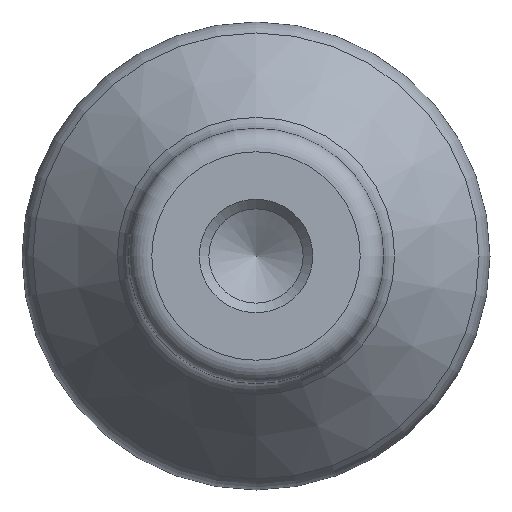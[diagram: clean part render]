
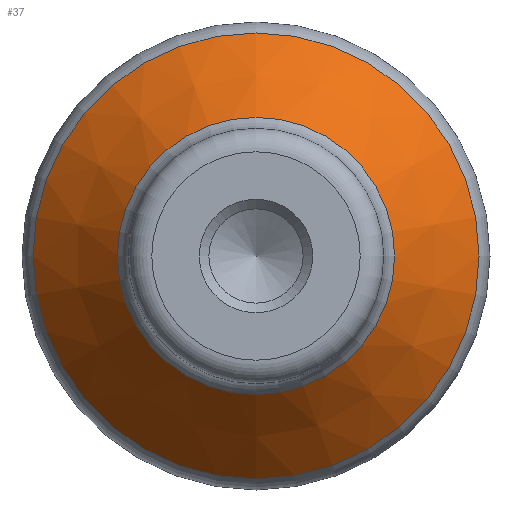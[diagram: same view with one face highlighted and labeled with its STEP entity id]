
A CAD part, front view. The second image highlights one B-rep face of the part: STEP entity #37.
In plain terms, the highlighted conical face has half-angle 40 degrees and reference radius 15.728 mm.
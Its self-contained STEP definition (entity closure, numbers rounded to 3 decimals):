
#37 = ADVANCED_FACE( '', ( #80, #81 ), #82, .T. );
#80 = FACE_BOUND( '', #139, .T. );
#81 = FACE_OUTER_BOUND( '', #140, .T. );
#82 = CONICAL_SURFACE( '', #141, 15.728, 0.698 );
#139 = EDGE_LOOP( '', ( #192 ) );
#140 = EDGE_LOOP( '', ( #193 ) );
#141 = AXIS2_PLACEMENT_3D( '', #194, #195, #196 );
#192 = ORIENTED_EDGE( '', *, *, #270, .F. );
#193 = ORIENTED_EDGE( '', *, *, #271, .T. );
#194 = CARTESIAN_POINT( '', ( 0., 24.018, 0. ) );
#195 = DIRECTION( '', ( 0., 1., 0. ) );
#196 = DIRECTION( '', ( 0., 0., 1. ) );
#270 = EDGE_CURVE( '', #297, #297, #298, .T. );
#271 = EDGE_CURVE( '', #299, #299, #300, .T. );
#297 = VERTEX_POINT( '', #334 );
#298 = CIRCLE( '', #335, 9.772 );
#299 = VERTEX_POINT( '', #336 );
#300 = CIRCLE( '', #337, 15.728 );
#334 = CARTESIAN_POINT( '', ( 0., 16.92, -9.772 ) );
#335 = AXIS2_PLACEMENT_3D( '', #370, #371, #372 );
#336 = CARTESIAN_POINT( '', ( 0., 24.018, -15.728 ) );
#337 = AXIS2_PLACEMENT_3D( '', #373, #374, #375 );
#370 = CARTESIAN_POINT( '', ( 0., 16.92, 0. ) );
#371 = DIRECTION( '', ( 0., -1., 0. ) );
#372 = DIRECTION( '', ( 0., 0., -1. ) );
#373 = CARTESIAN_POINT( '', ( 0., 24.018, 0. ) );
#374 = DIRECTION( '', ( 0., -1., 0. ) );
#375 = DIRECTION( '', ( 0., 0., -1. ) );
